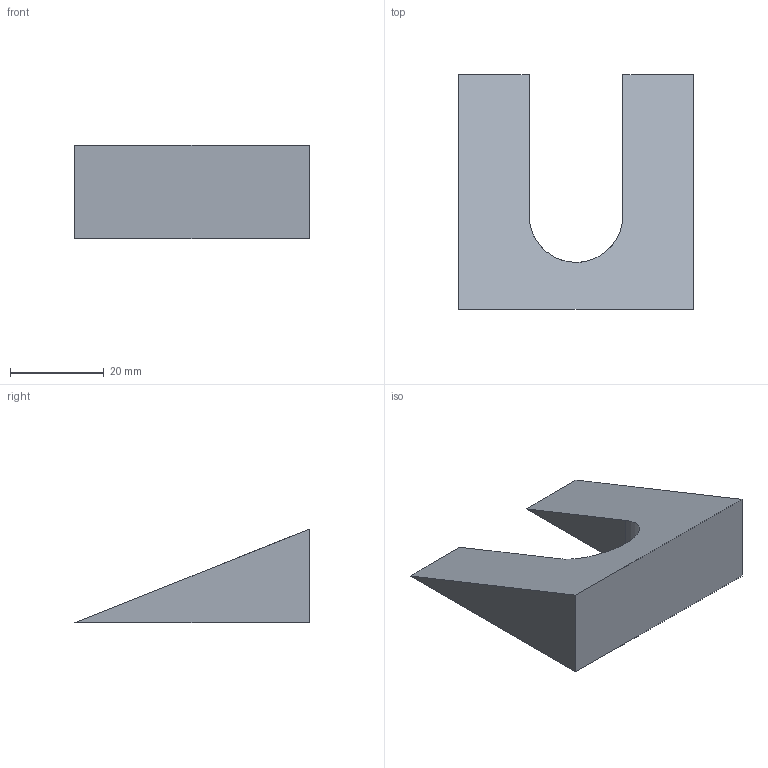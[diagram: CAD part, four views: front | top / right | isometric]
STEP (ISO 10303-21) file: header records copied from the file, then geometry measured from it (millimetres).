
FILE_DESCRIPTION(/* description */ (''),/* implementation_level */ '2;1');
FILE_NAME(/* name */ 'T5 Camera Wedge v2.step',/* time_stamp */ '2022-08-29T17:19:47-07:00',/* author */ (''),/* organization */ (''),/* preprocessor_version */ 'ST-DEVELOPER v19',/* originating_system */ 'Autodesk Translation Framework v11.7.0.108',/* authorisation */ '');
FILE_SCHEMA (('AUTOMOTIVE_DESIGN { 1 0 10303 214 3 1 1 }'));
Length unit declared in the file: millimetre
Products named in the file (1): T5 Camera Wedge
Bounding box: 50 x 50 x 20 mm (x, y, z)
Volume: 19248.4 mm3; surface area: 6437.1 mm2
Topology: 1 solids, 1 shells, 8 faces, 18 edges, 12 vertices
Faces by surface type: plane 7, cylinder 1
Entity records: 257 total; most frequent: CARTESIAN_POINT 39, DIRECTION 38, ORIENTED_EDGE 36, EDGE_CURVE 18, LINE 16, VECTOR 16, VERTEX_POINT 12, AXIS2_PLACEMENT_3D 11
